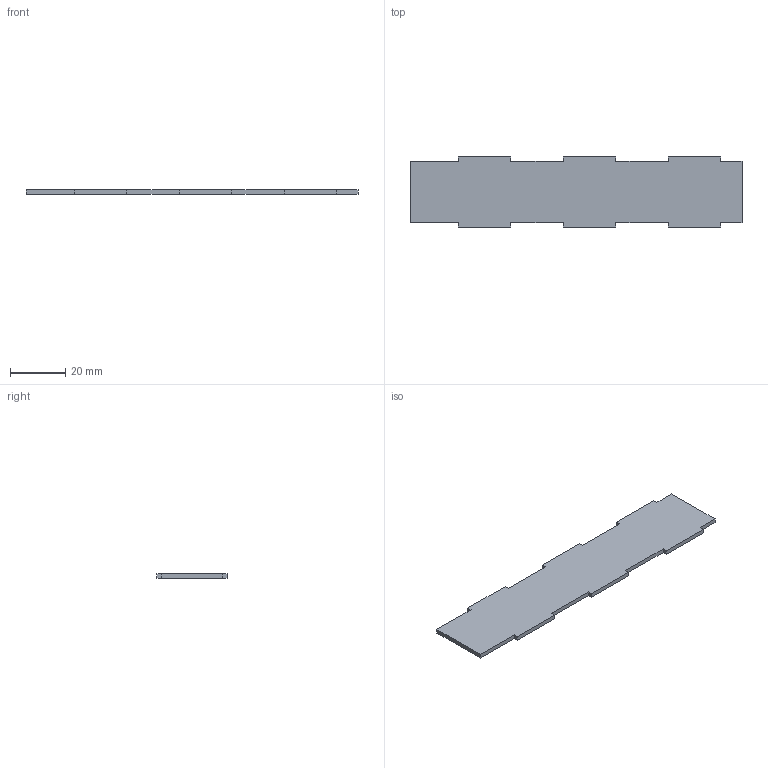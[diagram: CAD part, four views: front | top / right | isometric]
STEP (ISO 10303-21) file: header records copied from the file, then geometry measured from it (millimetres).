
FILE_DESCRIPTION (( 'STEP AP203' ), '1' );
FILE_NAME ('2224255097_Default_sldprt.STEP', '2023-01-20T01:25:29', ( '' ), ( '' ), 'SwSTEP 2.0', 'SolidWorks 2022', '' );
FILE_SCHEMA (( 'CONFIG_CONTROL_DESIGN' ));
Length unit declared in the file: inch
Products named in the file (1): 2224255097_Default_sldprt
Bounding box: 120.33 x 25.4 x 1.59 mm (x, y, z)
Volume: 4533.6 mm3; surface area: 6194.5 mm2
Topology: 1 solids, 1 shells, 30 faces, 84 edges, 56 vertices
Faces by surface type: plane 30
Entity records: 1027 total; most frequent: CARTESIAN_POINT 171, ORIENTED_EDGE 168, DIRECTION 146, EDGE_CURVE 84, VECTOR 84, LINE 84, VERTEX_POINT 56, AXIS2_PLACEMENT_3D 31
